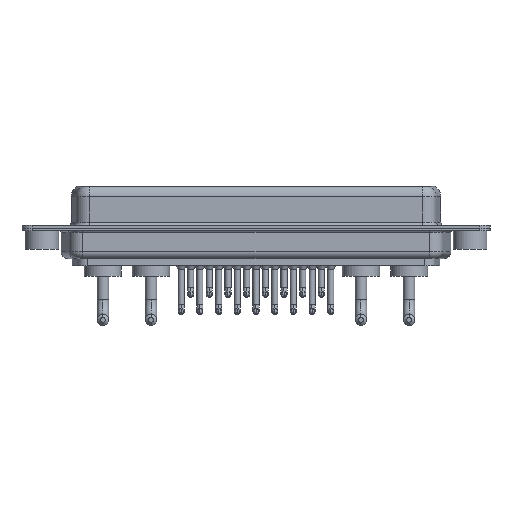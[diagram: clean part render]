
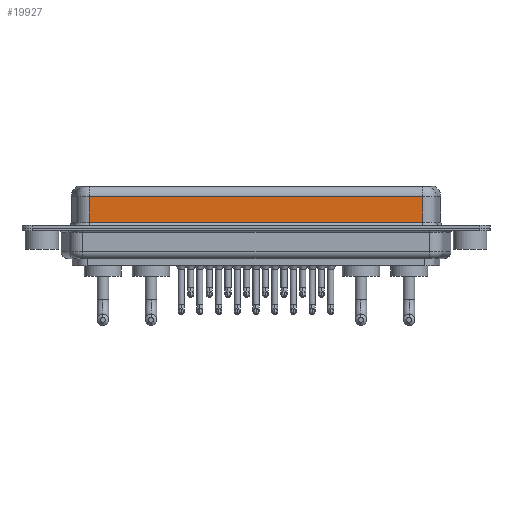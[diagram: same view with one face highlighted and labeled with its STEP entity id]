
A CAD part, front view. The second image highlights one B-rep face of the part: STEP entity #19927.
In plain terms, the highlighted planar face has unit normal (0, -1, 0).
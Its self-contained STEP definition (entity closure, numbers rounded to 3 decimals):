
#1500 = LINE ( 'NONE', #4942, #7424 ) ;
#1739 = ORIENTED_EDGE ( 'NONE', *, *, #18664, .T. ) ;
#2679 = VECTOR ( 'NONE', #14505, 1000. ) ;
#3280 = CARTESIAN_POINT ( 'NONE',  ( 56.462, -3.95, 6.4 ) ) ;
#3562 = CARTESIAN_POINT ( 'NONE',  ( 7.038, -3.95, 6.4 ) ) ;
#4432 = LINE ( 'NONE', #18296, #2679 ) ;
#4531 = VECTOR ( 'NONE', #5509, 1000. ) ;
#4740 = EDGE_LOOP ( 'NONE', ( #20295, #17146, #1739, #5893 ) ) ;
#4930 = DIRECTION ( 'NONE',  ( 0., 0., 1. ) ) ;
#4942 = CARTESIAN_POINT ( 'NONE',  ( 56.462, -3.95, 0.9 ) ) ;
#5048 = PLANE ( 'NONE',  #18226 ) ;
#5328 = LINE ( 'NONE', #3562, #14606 ) ;
#5509 = DIRECTION ( 'NONE',  ( 0., 0., -1. ) ) ;
#5893 = ORIENTED_EDGE ( 'NONE', *, *, #16245, .T. ) ;
#7424 = VECTOR ( 'NONE', #16561, 1000. ) ;
#9083 = CARTESIAN_POINT ( 'NONE',  ( 56.462, -3.95, 0.9 ) ) ;
#9695 = VERTEX_POINT ( 'NONE', #13882 ) ;
#11524 = FACE_OUTER_BOUND ( 'NONE', #4740, .T. ) ;
#11696 = EDGE_CURVE ( 'NONE', #9695, #14199, #4432, .T. ) ;
#12456 = LINE ( 'NONE', #19138, #4531 ) ;
#12621 = VERTEX_POINT ( 'NONE', #12775 ) ;
#12775 = CARTESIAN_POINT ( 'NONE',  ( 7.038, -3.95, 0.9 ) ) ;
#13667 = VERTEX_POINT ( 'NONE', #9083 ) ;
#13882 = CARTESIAN_POINT ( 'NONE',  ( 56.462, -3.95, 4.65 ) ) ;
#14096 = CARTESIAN_POINT ( 'NONE',  ( 7.038, -3.95, 4.65 ) ) ;
#14199 = VERTEX_POINT ( 'NONE', #14096 ) ;
#14505 = DIRECTION ( 'NONE',  ( -1., 0., 0. ) ) ;
#14606 = VECTOR ( 'NONE', #15609, 1000. ) ;
#15090 = EDGE_CURVE ( 'NONE', #9695, #13667, #12456, .T. ) ;
#15609 = DIRECTION ( 'NONE',  ( 0., 0., -1. ) ) ;
#16245 = EDGE_CURVE ( 'NONE', #12621, #13667, #1500, .T. ) ;
#16561 = DIRECTION ( 'NONE',  ( 1., 0., 0. ) ) ;
#17146 = ORIENTED_EDGE ( 'NONE', *, *, #11696, .T. ) ;
#18226 = AXIS2_PLACEMENT_3D ( 'NONE', #3280, #18341, #4930 ) ;
#18296 = CARTESIAN_POINT ( 'NONE',  ( 56.462, -3.95, 4.65 ) ) ;
#18341 = DIRECTION ( 'NONE',  ( 0., 1., 0. ) ) ;
#18664 = EDGE_CURVE ( 'NONE', #14199, #12621, #5328, .T. ) ;
#19138 = CARTESIAN_POINT ( 'NONE',  ( 56.462, -3.95, 6.4 ) ) ;
#19927 = ADVANCED_FACE ( 'NONE', ( #11524 ), #5048, .F. ) ;
#20295 = ORIENTED_EDGE ( 'NONE', *, *, #15090, .F. ) ;
